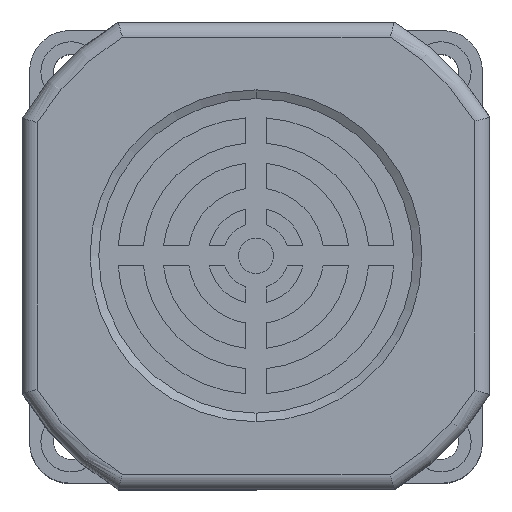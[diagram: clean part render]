
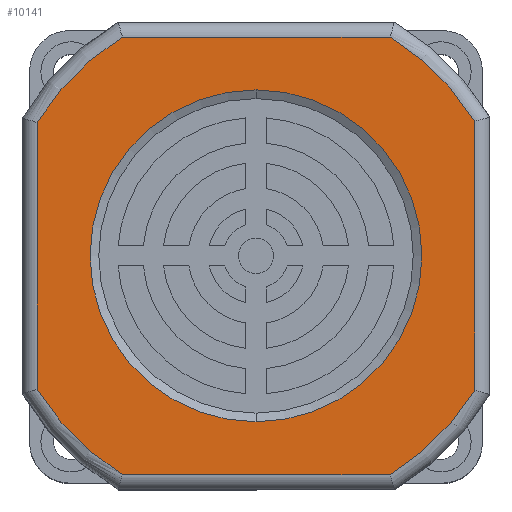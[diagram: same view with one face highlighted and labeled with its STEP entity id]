
A CAD part, top view. The second image highlights one B-rep face of the part: STEP entity #10141.
In plain terms, the highlighted face is planar.
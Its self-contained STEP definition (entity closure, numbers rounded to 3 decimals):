
#719 = CARTESIAN_POINT ( 'NONE',  ( 43.5, 0., 26.705 ) ) ;
#804 = ORIENTED_EDGE ( 'NONE', *, *, #13032, .T. ) ;
#947 = CARTESIAN_POINT ( 'NONE',  ( -43.5, 0., 26.54 ) ) ;
#1114 = EDGE_CURVE ( 'NONE', #8493, #9883, #6406, .T. ) ;
#1320 = AXIS2_PLACEMENT_3D ( 'NONE', #13996, #13958, #13948 ) ;
#1680 = VERTEX_POINT ( 'NONE', #2489 ) ;
#1759 = CARTESIAN_POINT ( 'NONE',  ( 0., 0., 0. ) ) ;
#1816 = DIRECTION ( 'NONE',  ( 0., -1., 0. ) ) ;
#1834 = DIRECTION ( 'NONE',  ( 0., 0., -1. ) ) ;
#2048 = ORIENTED_EDGE ( 'NONE', *, *, #9215, .T. ) ;
#2338 = EDGE_CURVE ( 'NONE', #9883, #9048, #4072, .T. ) ;
#2470 = CARTESIAN_POINT ( 'NONE',  ( -26.572, 0., -43.5 ) ) ;
#2489 = CARTESIAN_POINT ( 'NONE',  ( 26.673, 0., 43.5 ) ) ;
#2644 = VERTEX_POINT ( 'NONE', #947 ) ;
#2668 = DIRECTION ( 'NONE',  ( 0., 0., -1. ) ) ;
#2711 = CARTESIAN_POINT ( 'NONE',  ( -43.5, 0., 0. ) ) ;
#2930 = CARTESIAN_POINT ( 'NONE',  ( 0., 0., -33. ) ) ;
#3348 = VECTOR ( 'NONE', #8065, 1000. ) ;
#4072 = LINE ( 'NONE', #8764, #3348 ) ;
#4273 = AXIS2_PLACEMENT_3D ( 'NONE', #1759, #1816, #1834 ) ;
#4626 = VERTEX_POINT ( 'NONE', #2470 ) ;
#4634 = FACE_BOUND ( 'NONE', #4765, .T. ) ;
#4765 = EDGE_LOOP ( 'NONE', ( #5547, #9688 ) ) ;
#5138 = DIRECTION ( 'NONE',  ( 1., 0., 0. ) ) ;
#5146 = CARTESIAN_POINT ( 'NONE',  ( 0.05, 0., -43.5 ) ) ;
#5370 = EDGE_CURVE ( 'NONE', #13683, #14723, #6269, .T. ) ;
#5547 = ORIENTED_EDGE ( 'NONE', *, *, #10624, .F. ) ;
#5605 = DIRECTION ( 'NONE',  ( 0., 0., 1. ) ) ;
#5626 = DIRECTION ( 'NONE',  ( 0., -1., 0. ) ) ;
#5648 = CARTESIAN_POINT ( 'NONE',  ( 0.05, 0., 0. ) ) ;
#5715 = ORIENTED_EDGE ( 'NONE', *, *, #2338, .T. ) ;
#5909 = EDGE_LOOP ( 'NONE', ( #10860, #2048, #804, #14752, #5715, #7037, #10805, #15601 ) ) ;
#6269 = CIRCLE ( 'NONE', #4273, 33. ) ;
#6406 = CIRCLE ( 'NONE', #9406, 51. ) ;
#6594 = CARTESIAN_POINT ( 'NONE',  ( -26.572, 0., 43.5 ) ) ;
#6622 = LINE ( 'NONE', #2711, #13188 ) ;
#6839 = LINE ( 'NONE', #5146, #10525 ) ;
#7037 = ORIENTED_EDGE ( 'NONE', *, *, #12958, .T. ) ;
#7104 = CIRCLE ( 'NONE', #10059, 51. ) ;
#7113 = DIRECTION ( 'NONE',  ( 0., 0., 1. ) ) ;
#7134 = DIRECTION ( 'NONE',  ( 0., -1., 0. ) ) ;
#7160 = CARTESIAN_POINT ( 'NONE',  ( 0.05, 0., 0. ) ) ;
#7659 = DIRECTION ( 'NONE',  ( 0., 0., -1. ) ) ;
#7678 = DIRECTION ( 'NONE',  ( 0., -1., 0. ) ) ;
#7681 = CARTESIAN_POINT ( 'NONE',  ( 0., 0., 0. ) ) ;
#8065 = DIRECTION ( 'NONE',  ( 0., 0., 1. ) ) ;
#8129 = VERTEX_POINT ( 'NONE', #6594 ) ;
#8493 = VERTEX_POINT ( 'NONE', #10415 ) ;
#8544 = AXIS2_PLACEMENT_3D ( 'NONE', #5648, #5626, #5605 ) ;
#8764 = CARTESIAN_POINT ( 'NONE',  ( 43.5, 0., 0. ) ) ;
#8938 = CARTESIAN_POINT ( 'NONE',  ( -43.5, 0., -26.54 ) ) ;
#9048 = VERTEX_POINT ( 'NONE', #719 ) ;
#9139 = DIRECTION ( 'NONE',  ( 0., 0., 1. ) ) ;
#9202 = DIRECTION ( 'NONE',  ( 0., -1., 0. ) ) ;
#9215 = EDGE_CURVE ( 'NONE', #14504, #4626, #9833, .T. ) ;
#9406 = AXIS2_PLACEMENT_3D ( 'NONE', #14241, #9202, #9139 ) ;
#9688 = ORIENTED_EDGE ( 'NONE', *, *, #5370, .F. ) ;
#9833 = CIRCLE ( 'NONE', #1320, 51. ) ;
#9883 = VERTEX_POINT ( 'NONE', #14014 ) ;
#10059 = AXIS2_PLACEMENT_3D ( 'NONE', #7160, #7134, #7113 ) ;
#10141 = ADVANCED_FACE ( 'NONE', ( #11164, #4634 ), #11837, .F. ) ;
#10415 = CARTESIAN_POINT ( 'NONE',  ( 26.673, 0., -43.5 ) ) ;
#10417 = LINE ( 'NONE', #12442, #14068 ) ;
#10525 = VECTOR ( 'NONE', #5138, 1000. ) ;
#10624 = EDGE_CURVE ( 'NONE', #14723, #13683, #10778, .T. ) ;
#10686 = EDGE_CURVE ( 'NONE', #8129, #2644, #7104, .T. ) ;
#10778 = CIRCLE ( 'NONE', #10870, 33. ) ;
#10805 = ORIENTED_EDGE ( 'NONE', *, *, #15197, .T. ) ;
#10860 = ORIENTED_EDGE ( 'NONE', *, *, #13350, .T. ) ;
#10870 = AXIS2_PLACEMENT_3D ( 'NONE', #7681, #7678, #7659 ) ;
#11164 = FACE_OUTER_BOUND ( 'NONE', #5909, .T. ) ;
#11668 = CIRCLE ( 'NONE', #8544, 51. ) ;
#11816 = DIRECTION ( 'NONE',  ( 0., 0., 1. ) ) ;
#11837 = PLANE ( 'NONE',  #12013 ) ;
#12013 = AXIS2_PLACEMENT_3D ( 'NONE', #12051, #12064, #11816 ) ;
#12051 = CARTESIAN_POINT ( 'NONE',  ( 0.05, 0., 0. ) ) ;
#12064 = DIRECTION ( 'NONE',  ( 0., 1., 0. ) ) ;
#12442 = CARTESIAN_POINT ( 'NONE',  ( 0.05, 0., 43.5 ) ) ;
#12468 = DIRECTION ( 'NONE',  ( -1., 0., 0. ) ) ;
#12958 = EDGE_CURVE ( 'NONE', #9048, #1680, #11668, .T. ) ;
#13032 = EDGE_CURVE ( 'NONE', #4626, #8493, #6839, .T. ) ;
#13188 = VECTOR ( 'NONE', #2668, 1000. ) ;
#13350 = EDGE_CURVE ( 'NONE', #2644, #14504, #6622, .T. ) ;
#13683 = VERTEX_POINT ( 'NONE', #15216 ) ;
#13948 = DIRECTION ( 'NONE',  ( 0., 0., 1. ) ) ;
#13958 = DIRECTION ( 'NONE',  ( 0., -1., 0. ) ) ;
#13996 = CARTESIAN_POINT ( 'NONE',  ( 0.05, 0., 0. ) ) ;
#14014 = CARTESIAN_POINT ( 'NONE',  ( 43.5, 0., -26.705 ) ) ;
#14068 = VECTOR ( 'NONE', #12468, 1000. ) ;
#14241 = CARTESIAN_POINT ( 'NONE',  ( 0.05, 0., 0. ) ) ;
#14504 = VERTEX_POINT ( 'NONE', #8938 ) ;
#14723 = VERTEX_POINT ( 'NONE', #2930 ) ;
#14752 = ORIENTED_EDGE ( 'NONE', *, *, #1114, .T. ) ;
#15197 = EDGE_CURVE ( 'NONE', #1680, #8129, #10417, .T. ) ;
#15216 = CARTESIAN_POINT ( 'NONE',  ( 0., 0., 33. ) ) ;
#15601 = ORIENTED_EDGE ( 'NONE', *, *, #10686, .T. ) ;
